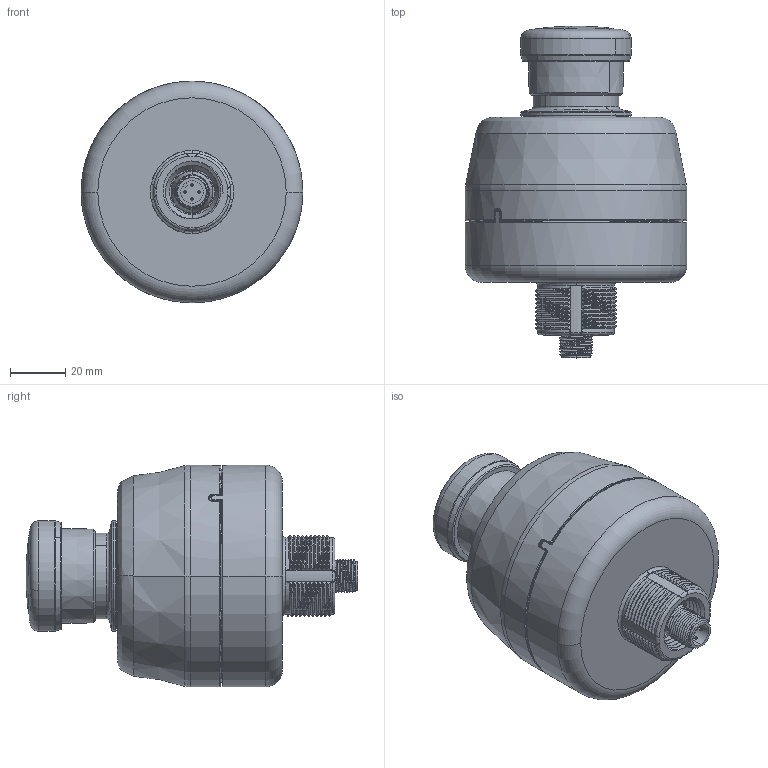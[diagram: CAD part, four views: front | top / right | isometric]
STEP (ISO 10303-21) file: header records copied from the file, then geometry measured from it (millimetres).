
FILE_DESCRIPTION((''),'2;1');
FILE_NAME('162430_SW','2012-03-16T',('banengservice'),('BANNER ENGINEERING'),'PRO/ENGINEER BY PARAMETRIC TECHNOLOGY CORPORATION, 2009141','PRO/ENGINEER BY PARAMETRIC TECHNOLOGY CORPORATION, 2009141','');
FILE_SCHEMA(('CONFIG_CONTROL_DESIGN'));
Products named in the file (1): 162430_SW
Bounding box: 80 x 119.8 x 80 mm (x, y, z)
Volume: 130673.9 mm3; surface area: 61682 mm2
Topology: 1 solids, 1 shells, 796 faces, 2050 edges, 1292 vertices
Faces by surface type: cylinder 274, bspline 221, plane 129, torus 102, cone 53, sphere 17
Entity records: 46055 total; most frequent: CARTESIAN_POINT 28123, ORIENTED_EDGE 4096, DIRECTION 3248, EDGE_CURVE 2048, AXIS2_PLACEMENT_3D 1307, VERTEX_POINT 1292, EDGE_LOOP 842, FACE_OUTER_BOUND 796
